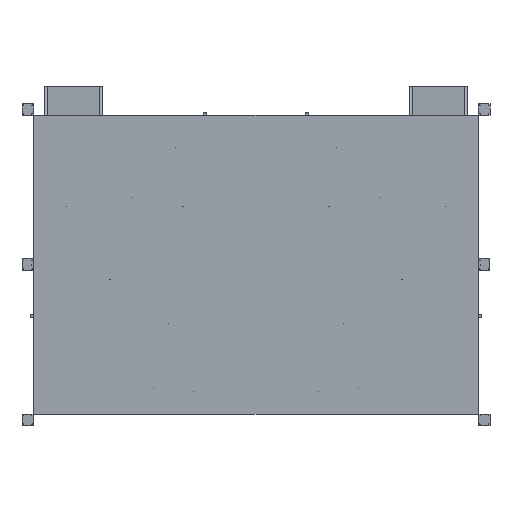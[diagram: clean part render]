
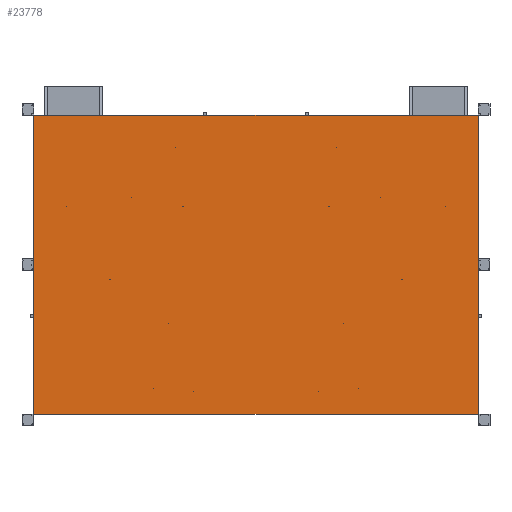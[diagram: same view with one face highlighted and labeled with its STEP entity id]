
A CAD part, front view. The second image highlights one B-rep face of the part: STEP entity #23778.
In plain terms, the highlighted planar face has unit normal (0, -1, 0).
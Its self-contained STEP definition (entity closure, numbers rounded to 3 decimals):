
#860=FACE_BOUND('',#3735,.T.);
#861=FACE_BOUND('',#3736,.T.);
#862=FACE_BOUND('',#3737,.T.);
#863=FACE_BOUND('',#3738,.T.);
#864=FACE_BOUND('',#3739,.T.);
#865=FACE_BOUND('',#3740,.T.);
#866=FACE_BOUND('',#3741,.T.);
#867=FACE_BOUND('',#3742,.T.);
#868=FACE_BOUND('',#3743,.T.);
#869=FACE_BOUND('',#3744,.T.);
#870=FACE_BOUND('',#3745,.T.);
#871=FACE_BOUND('',#3746,.T.);
#872=FACE_BOUND('',#3747,.T.);
#873=FACE_BOUND('',#3748,.T.);
#874=FACE_BOUND('',#3749,.T.);
#875=FACE_BOUND('',#3750,.T.);
#1009=CIRCLE('',#25104,0.5);
#1011=CIRCLE('',#25107,0.5);
#1013=CIRCLE('',#25110,0.5);
#1015=CIRCLE('',#25113,0.5);
#1017=CIRCLE('',#25116,0.5);
#1020=CIRCLE('',#25120,0.5);
#1021=CIRCLE('',#25122,0.5);
#1023=CIRCLE('',#25125,0.5);
#1029=CIRCLE('',#25134,0.5);
#1031=CIRCLE('',#25137,0.5);
#1033=CIRCLE('',#25140,0.5);
#1035=CIRCLE('',#25143,0.5);
#1037=CIRCLE('',#25146,0.5);
#1039=CIRCLE('',#25149,0.5);
#1042=CIRCLE('',#25153,0.5);
#1043=CIRCLE('',#25155,0.5);
#2341=FACE_OUTER_BOUND('',#3734,.T.);
#3734=EDGE_LOOP('',(#21039,#21040,#21041,#21042));
#3735=EDGE_LOOP('',(#21043));
#3736=EDGE_LOOP('',(#21044));
#3737=EDGE_LOOP('',(#21045));
#3738=EDGE_LOOP('',(#21046));
#3739=EDGE_LOOP('',(#21047));
#3740=EDGE_LOOP('',(#21048));
#3741=EDGE_LOOP('',(#21049));
#3742=EDGE_LOOP('',(#21050));
#3743=EDGE_LOOP('',(#21051));
#3744=EDGE_LOOP('',(#21052));
#3745=EDGE_LOOP('',(#21053));
#3746=EDGE_LOOP('',(#21054));
#3747=EDGE_LOOP('',(#21055));
#3748=EDGE_LOOP('',(#21056));
#3749=EDGE_LOOP('',(#21057));
#3750=EDGE_LOOP('',(#21058));
#6716=LINE('',#37195,#9764);
#6740=LINE('',#37242,#9788);
#6743=LINE('',#37247,#9791);
#6760=LINE('',#37282,#9808);
#9764=VECTOR('',#30431,10.);
#9788=VECTOR('',#30473,10.);
#9791=VECTOR('',#30478,10.);
#9808=VECTOR('',#30521,10.);
#11853=VERTEX_POINT('',#36954);
#11855=VERTEX_POINT('',#36959);
#11857=VERTEX_POINT('',#36964);
#11859=VERTEX_POINT('',#36969);
#11861=VERTEX_POINT('',#36974);
#11864=VERTEX_POINT('',#36981);
#11865=VERTEX_POINT('',#36984);
#11867=VERTEX_POINT('',#36989);
#11873=VERTEX_POINT('',#37004);
#11875=VERTEX_POINT('',#37009);
#11877=VERTEX_POINT('',#37014);
#11879=VERTEX_POINT('',#37019);
#11881=VERTEX_POINT('',#37024);
#11883=VERTEX_POINT('',#37029);
#11886=VERTEX_POINT('',#37036);
#11887=VERTEX_POINT('',#37039);
#11941=VERTEX_POINT('',#37192);
#11942=VERTEX_POINT('',#37194);
#11956=VERTEX_POINT('',#37240);
#11957=VERTEX_POINT('',#37245);
#14888=EDGE_CURVE('',#11853,#11853,#1009,.T.);
#14890=EDGE_CURVE('',#11855,#11855,#1011,.T.);
#14892=EDGE_CURVE('',#11857,#11857,#1013,.T.);
#14894=EDGE_CURVE('',#11859,#11859,#1015,.T.);
#14896=EDGE_CURVE('',#11861,#11861,#1017,.T.);
#14899=EDGE_CURVE('',#11864,#11864,#1020,.T.);
#14900=EDGE_CURVE('',#11865,#11865,#1021,.T.);
#14902=EDGE_CURVE('',#11867,#11867,#1023,.T.);
#14908=EDGE_CURVE('',#11873,#11873,#1029,.T.);
#14910=EDGE_CURVE('',#11875,#11875,#1031,.T.);
#14912=EDGE_CURVE('',#11877,#11877,#1033,.T.);
#14914=EDGE_CURVE('',#11879,#11879,#1035,.T.);
#14916=EDGE_CURVE('',#11881,#11881,#1037,.T.);
#14918=EDGE_CURVE('',#11883,#11883,#1039,.T.);
#14921=EDGE_CURVE('',#11886,#11886,#1042,.T.);
#14922=EDGE_CURVE('',#11887,#11887,#1043,.T.);
#14999=EDGE_CURVE('',#11942,#11941,#6716,.T.);
#15023=EDGE_CURVE('',#11941,#11956,#6740,.T.);
#15026=EDGE_CURVE('',#11956,#11957,#6743,.T.);
#15043=EDGE_CURVE('',#11957,#11942,#6760,.T.);
#21039=ORIENTED_EDGE('',*,*,#15023,.T.);
#21040=ORIENTED_EDGE('',*,*,#15026,.T.);
#21041=ORIENTED_EDGE('',*,*,#15043,.T.);
#21042=ORIENTED_EDGE('',*,*,#14999,.T.);
#21043=ORIENTED_EDGE('',*,*,#14888,.T.);
#21044=ORIENTED_EDGE('',*,*,#14890,.T.);
#21045=ORIENTED_EDGE('',*,*,#14892,.T.);
#21046=ORIENTED_EDGE('',*,*,#14894,.T.);
#21047=ORIENTED_EDGE('',*,*,#14896,.T.);
#21048=ORIENTED_EDGE('',*,*,#14899,.T.);
#21049=ORIENTED_EDGE('',*,*,#14900,.T.);
#21050=ORIENTED_EDGE('',*,*,#14902,.T.);
#21051=ORIENTED_EDGE('',*,*,#14908,.T.);
#21052=ORIENTED_EDGE('',*,*,#14910,.T.);
#21053=ORIENTED_EDGE('',*,*,#14912,.T.);
#21054=ORIENTED_EDGE('',*,*,#14914,.T.);
#21055=ORIENTED_EDGE('',*,*,#14916,.T.);
#21056=ORIENTED_EDGE('',*,*,#14918,.T.);
#21057=ORIENTED_EDGE('',*,*,#14921,.T.);
#21058=ORIENTED_EDGE('',*,*,#14922,.T.);
#22670=PLANE('',#25202);
#23778=ADVANCED_FACE('',(#2341,#860,#861,#862,#863,#864,#865,#866,#867,
#868,#869,#870,#871,#872,#873,#874,#875),#22670,.T.);
#25104=AXIS2_PLACEMENT_3D('',#36955,#30204,#30205);
#25107=AXIS2_PLACEMENT_3D('',#36960,#30210,#30211);
#25110=AXIS2_PLACEMENT_3D('',#36965,#30216,#30217);
#25113=AXIS2_PLACEMENT_3D('',#36970,#30222,#30223);
#25116=AXIS2_PLACEMENT_3D('',#36975,#30228,#30229);
#25120=AXIS2_PLACEMENT_3D('',#36982,#30236,#30237);
#25122=AXIS2_PLACEMENT_3D('',#36985,#30240,#30241);
#25125=AXIS2_PLACEMENT_3D('',#36990,#30246,#30247);
#25134=AXIS2_PLACEMENT_3D('',#37005,#30264,#30265);
#25137=AXIS2_PLACEMENT_3D('',#37010,#30270,#30271);
#25140=AXIS2_PLACEMENT_3D('',#37015,#30276,#30277);
#25143=AXIS2_PLACEMENT_3D('',#37020,#30282,#30283);
#25146=AXIS2_PLACEMENT_3D('',#37025,#30288,#30289);
#25149=AXIS2_PLACEMENT_3D('',#37030,#30294,#30295);
#25153=AXIS2_PLACEMENT_3D('',#37037,#30302,#30303);
#25155=AXIS2_PLACEMENT_3D('',#37040,#30306,#30307);
#25202=AXIS2_PLACEMENT_3D('',#37281,#30519,#30520);
#30204=DIRECTION('center_axis',(0.,1.,0.));
#30205=DIRECTION('ref_axis',(-1.,0.,0.));
#30210=DIRECTION('center_axis',(0.,1.,0.));
#30211=DIRECTION('ref_axis',(-1.,0.,0.));
#30216=DIRECTION('center_axis',(0.,1.,0.));
#30217=DIRECTION('ref_axis',(-1.,0.,0.));
#30222=DIRECTION('center_axis',(0.,1.,0.));
#30223=DIRECTION('ref_axis',(-1.,0.,0.));
#30228=DIRECTION('center_axis',(0.,1.,0.));
#30229=DIRECTION('ref_axis',(-1.,0.,0.));
#30236=DIRECTION('center_axis',(0.,1.,0.));
#30237=DIRECTION('ref_axis',(-1.,0.,0.));
#30240=DIRECTION('center_axis',(0.,1.,0.));
#30241=DIRECTION('ref_axis',(-1.,0.,0.));
#30246=DIRECTION('center_axis',(0.,1.,0.));
#30247=DIRECTION('ref_axis',(-1.,0.,0.));
#30264=DIRECTION('center_axis',(0.,1.,0.));
#30265=DIRECTION('ref_axis',(1.,0.,0.));
#30270=DIRECTION('center_axis',(0.,1.,0.));
#30271=DIRECTION('ref_axis',(1.,0.,0.));
#30276=DIRECTION('center_axis',(0.,1.,0.));
#30277=DIRECTION('ref_axis',(1.,0.,0.));
#30282=DIRECTION('center_axis',(0.,1.,0.));
#30283=DIRECTION('ref_axis',(1.,0.,0.));
#30288=DIRECTION('center_axis',(0.,1.,0.));
#30289=DIRECTION('ref_axis',(1.,0.,0.));
#30294=DIRECTION('center_axis',(0.,1.,0.));
#30295=DIRECTION('ref_axis',(1.,0.,0.));
#30302=DIRECTION('center_axis',(0.,1.,0.));
#30303=DIRECTION('ref_axis',(1.,0.,0.));
#30306=DIRECTION('center_axis',(0.,1.,0.));
#30307=DIRECTION('ref_axis',(1.,0.,0.));
#30431=DIRECTION('',(0.,0.,1.));
#30473=DIRECTION('',(-1.,0.,0.));
#30478=DIRECTION('',(0.,0.,-1.));
#30519=DIRECTION('center_axis',(0.,-1.,0.));
#30520=DIRECTION('ref_axis',(0.,0.,-1.));
#30521=DIRECTION('',(1.,0.,0.));
#36954=CARTESIAN_POINT('',(-1021.5,-22.,-622.));
#36955=CARTESIAN_POINT('Origin',(-1022.,-22.,-622.));
#36959=CARTESIAN_POINT('',(-521.5,-22.,-1122.));
#36960=CARTESIAN_POINT('Origin',(-522.,-22.,-1122.));
#36964=CARTESIAN_POINT('',(-671.5,-22.,-562.));
#36965=CARTESIAN_POINT('Origin',(-672.,-22.,-562.));
#36969=CARTESIAN_POINT('',(-921.5,-22.,-1422.));
#36970=CARTESIAN_POINT('Origin',(-922.,-22.,-1422.));
#36974=CARTESIAN_POINT('',(-1091.5,-22.,-1892.));
#36975=CARTESIAN_POINT('Origin',(-1092.,-22.,-1892.));
#36981=CARTESIAN_POINT('',(-971.5,-22.,-222.));
#36982=CARTESIAN_POINT('Origin',(-972.,-22.,-222.));
#36984=CARTESIAN_POINT('',(-821.5,-22.,-1872.));
#36985=CARTESIAN_POINT('Origin',(-822.,-22.,-1872.));
#36989=CARTESIAN_POINT('',(-221.5,-22.,-622.));
#36990=CARTESIAN_POINT('Origin',(-222.,-22.,-622.));
#37004=CARTESIAN_POINT('',(-2822.5,-22.,-622.));
#37005=CARTESIAN_POINT('Origin',(-2822.,-22.,-622.));
#37009=CARTESIAN_POINT('',(-2022.5,-22.,-622.));
#37010=CARTESIAN_POINT('Origin',(-2022.,-22.,-622.));
#37014=CARTESIAN_POINT('',(-2522.5,-22.,-1122.));
#37015=CARTESIAN_POINT('Origin',(-2522.,-22.,-1122.));
#37019=CARTESIAN_POINT('',(-2372.5,-22.,-562.));
#37020=CARTESIAN_POINT('Origin',(-2372.,-22.,-562.));
#37024=CARTESIAN_POINT('',(-2122.5,-22.,-1422.));
#37025=CARTESIAN_POINT('Origin',(-2122.,-22.,-1422.));
#37029=CARTESIAN_POINT('',(-1952.5,-22.,-1892.));
#37030=CARTESIAN_POINT('Origin',(-1952.,-22.,-1892.));
#37036=CARTESIAN_POINT('',(-2072.5,-22.,-222.));
#37037=CARTESIAN_POINT('Origin',(-2072.,-22.,-222.));
#37039=CARTESIAN_POINT('',(-2222.5,-22.,-1872.));
#37040=CARTESIAN_POINT('Origin',(-2222.,-22.,-1872.));
#37192=CARTESIAN_POINT('',(0.,-22.,0.));
#37194=CARTESIAN_POINT('',(0.,-22.,-2044.));
#37195=CARTESIAN_POINT('',(0.,-22.,-2044.));
#37240=CARTESIAN_POINT('',(-3044.,-22.,0.));
#37242=CARTESIAN_POINT('',(0.,-22.,0.));
#37245=CARTESIAN_POINT('',(-3044.,-22.,-2044.));
#37247=CARTESIAN_POINT('',(-3044.,-22.,0.));
#37281=CARTESIAN_POINT('Origin',(-1522.,-22.,-1022.));
#37282=CARTESIAN_POINT('',(-3044.,-22.,-2044.));
